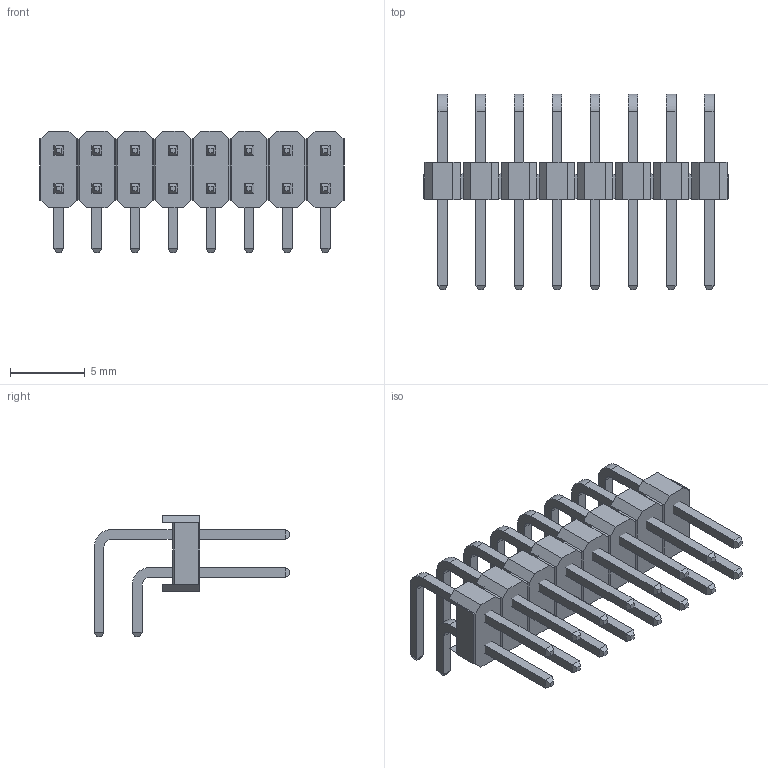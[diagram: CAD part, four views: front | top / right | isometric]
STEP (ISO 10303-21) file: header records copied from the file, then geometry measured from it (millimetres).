
FILE_DESCRIPTION(('STEP AP214'), '1');
FILE_NAME('DS1022-2x5RF11', '', ('UNSPECIFIED'), ('UNSPECIFIED'), 'ASCON STEP Converter 1.3', 'ASCON Math Kernel', '');
FILE_SCHEMA(('AUTOMOTIVE_DESIGN { 1 0 10303 214 3 1 1}'));
Length unit declared in the file: millimetre
Bounding box: 20.32 x 13.05 x 8.08 mm (x, y, z)
Volume: 297 mm3; surface area: 1048.4 mm2
Topology: 17 solids, 17 shells, 436 faces, 982 edges, 580 vertices
Faces by surface type: plane 404, cylinder 32
Entity records: 15286 total; most frequent: CARTESIAN_POINT 1999, ORIENTED_EDGE 1964, DIRECTION 1920, EDGE_CURVE 982, LINE 918, VECTOR 918, VERTEX_POINT 580, AXIS2_PLACEMENT_3D 501
